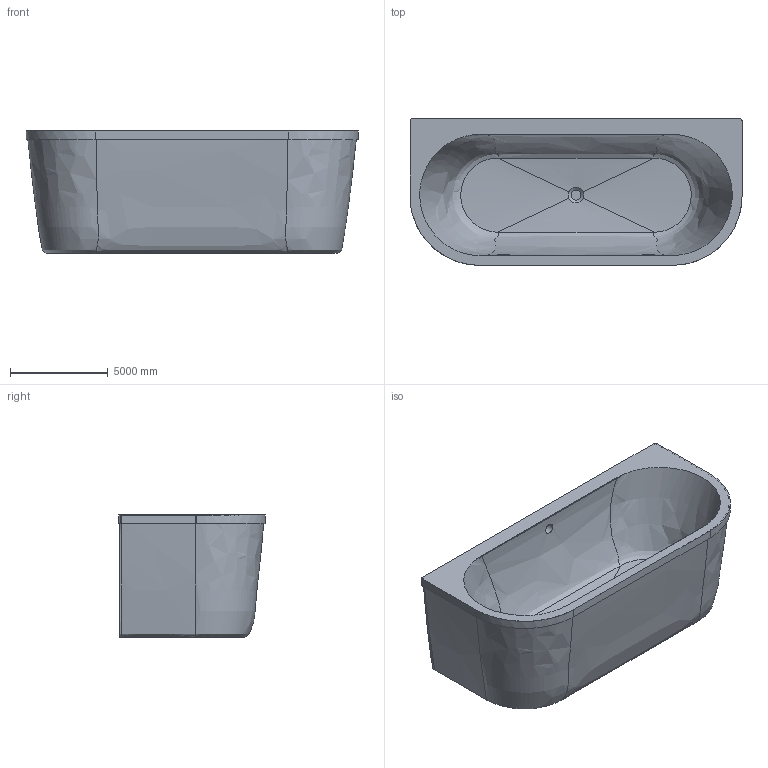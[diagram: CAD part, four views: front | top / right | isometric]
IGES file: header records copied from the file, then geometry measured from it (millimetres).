
Global section: file name: 3281; native system: AutoCAD 2016 - English; preprocessor: Autodesk Translation Framework DWG producer (atf_dwg_producer); organization: unknown; date: 20170508.102655; units: centimetre
Bounding box: 17001.59 x 7502.54 x 6250 mm (x, y, z)
Volume: 360149743995.3 mm3; surface area: 638576510.8 mm2
Topology: 1 solids, 1 shells, 72 faces, 197 edges, 129 vertices
Faces by surface type: bspline 72
